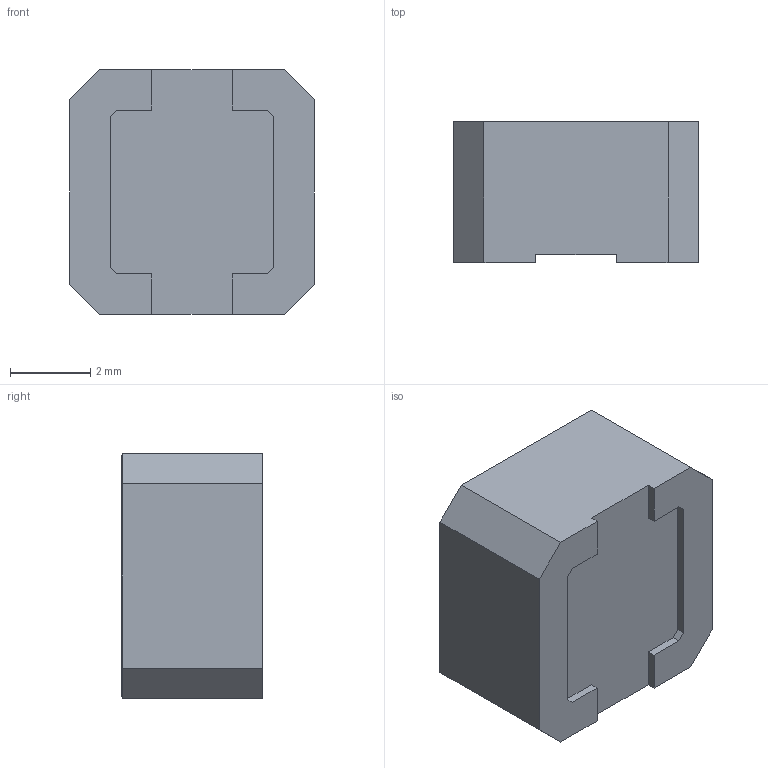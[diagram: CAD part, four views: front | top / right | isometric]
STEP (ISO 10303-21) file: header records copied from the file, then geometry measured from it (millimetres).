
FILE_DESCRIPTION (( 'STEP AP214' ), '1' );
FILE_NAME ('Coilcraft-LPS6235.STEP', '2021-03-11T06:36:53', ( '' ), ( '' ), 'SwSTEP 2.0', 'SolidWorks 2020', '' );
FILE_SCHEMA (( 'AUTOMOTIVE_DESIGN' ));
Length unit declared in the file: millimetre
Products named in the file (1): Coilcraft-LPS6235
Bounding box: 6.08 x 3.5 x 6.08 mm (x, y, z)
Topology: 0 solids, 2 shells, 117 faces, 299 edges, 192 vertices
Faces by surface type: plane 74, bspline 41, cylinder 2
Entity records: 6032 total; most frequent: CARTESIAN_POINT 2389, ORIENTED_EDGE 599, DIRECTION 315, EDGE_CURVE 300, VERTEX_POINT 193, LINE 161, VECTOR 161, B_SPLINE_CURVE_WITH_KNOTS 139
